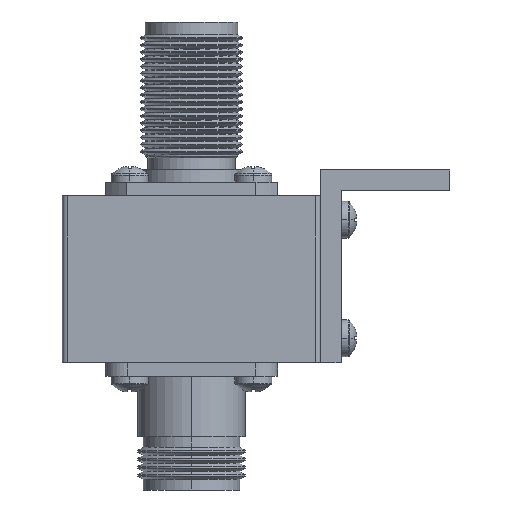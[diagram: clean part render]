
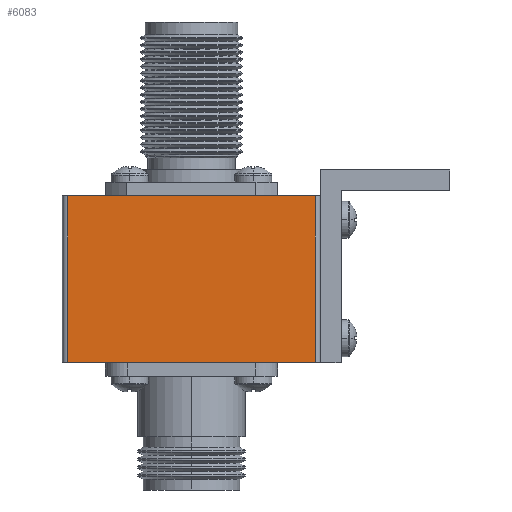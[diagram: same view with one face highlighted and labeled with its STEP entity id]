
A CAD part, front view. The second image highlights one B-rep face of the part: STEP entity #6083.
In plain terms, the highlighted planar face has unit normal (0, -1, 0).
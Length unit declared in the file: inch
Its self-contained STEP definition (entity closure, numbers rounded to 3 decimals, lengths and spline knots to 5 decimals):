
#147 = ORIENTED_EDGE ( 'NONE', *, *, #3244, .F. ) ;
#281 = CARTESIAN_POINT ( 'NONE',  ( 0.03, 0., 0.97 ) ) ;
#805 = CARTESIAN_POINT ( 'NONE',  ( 0., 0., 0.97 ) ) ;
#962 = CARTESIAN_POINT ( 'NONE',  ( 0., 0., 0. ) ) ;
#1303 = DIRECTION ( 'NONE',  ( -1., 0., 0. ) ) ;
#1333 = VERTEX_POINT ( 'NONE', #12418 ) ;
#1347 = VECTOR ( 'NONE', #1303, 39.37008 ) ;
#1804 = LINE ( 'NONE', #11615, #2206 ) ;
#2055 = VECTOR ( 'NONE', #10598, 39.37008 ) ;
#2206 = VECTOR ( 'NONE', #7797, 39.37008 ) ;
#2359 = EDGE_CURVE ( 'NONE', #5265, #15387, #1804, .T. ) ;
#2431 = CARTESIAN_POINT ( 'NONE',  ( 1.47, 0., 0.97 ) ) ;
#3041 = CARTESIAN_POINT ( 'NONE',  ( 1.47, 0., 0. ) ) ;
#3096 = AXIS2_PLACEMENT_3D ( 'NONE', #12687, #12747, #8903 ) ;
#3244 = EDGE_CURVE ( 'NONE', #15387, #1333, #3356, .T. ) ;
#3356 = LINE ( 'NONE', #962, #1347 ) ;
#5265 = VERTEX_POINT ( 'NONE', #2431 ) ;
#5752 = VECTOR ( 'NONE', #12481, 39.37008 ) ;
#5990 = VERTEX_POINT ( 'NONE', #14020 ) ;
#6083 = ADVANCED_FACE ( 'NONE', ( #9200 ), #7542, .F. ) ;
#6352 = LINE ( 'NONE', #805, #5752 ) ;
#6898 = ORIENTED_EDGE ( 'NONE', *, *, #2359, .F. ) ;
#7542 = PLANE ( 'NONE',  #3096 ) ;
#7797 = DIRECTION ( 'NONE',  ( 0., 0., -1. ) ) ;
#8903 = DIRECTION ( 'NONE',  ( 0., 0., 1. ) ) ;
#9200 = FACE_OUTER_BOUND ( 'NONE', #9260, .T. ) ;
#9260 = EDGE_LOOP ( 'NONE', ( #6898, #16057, #13937, #147 ) ) ;
#10557 = LINE ( 'NONE', #281, #2055 ) ;
#10598 = DIRECTION ( 'NONE',  ( 0., 0., 1. ) ) ;
#11033 = EDGE_CURVE ( 'NONE', #5990, #5265, #6352, .T. ) ;
#11615 = CARTESIAN_POINT ( 'NONE',  ( 1.47, 0., 0.97 ) ) ;
#11669 = EDGE_CURVE ( 'NONE', #1333, #5990, #10557, .T. ) ;
#12418 = CARTESIAN_POINT ( 'NONE',  ( 0.03, 0., 0. ) ) ;
#12481 = DIRECTION ( 'NONE',  ( 1., 0., 0. ) ) ;
#12687 = CARTESIAN_POINT ( 'NONE',  ( 0., 0., 0.97 ) ) ;
#12747 = DIRECTION ( 'NONE',  ( 0., 1., 0. ) ) ;
#13937 = ORIENTED_EDGE ( 'NONE', *, *, #11669, .F. ) ;
#14020 = CARTESIAN_POINT ( 'NONE',  ( 0.03, 0., 0.97 ) ) ;
#15387 = VERTEX_POINT ( 'NONE', #3041 ) ;
#16057 = ORIENTED_EDGE ( 'NONE', *, *, #11033, .F. ) ;
